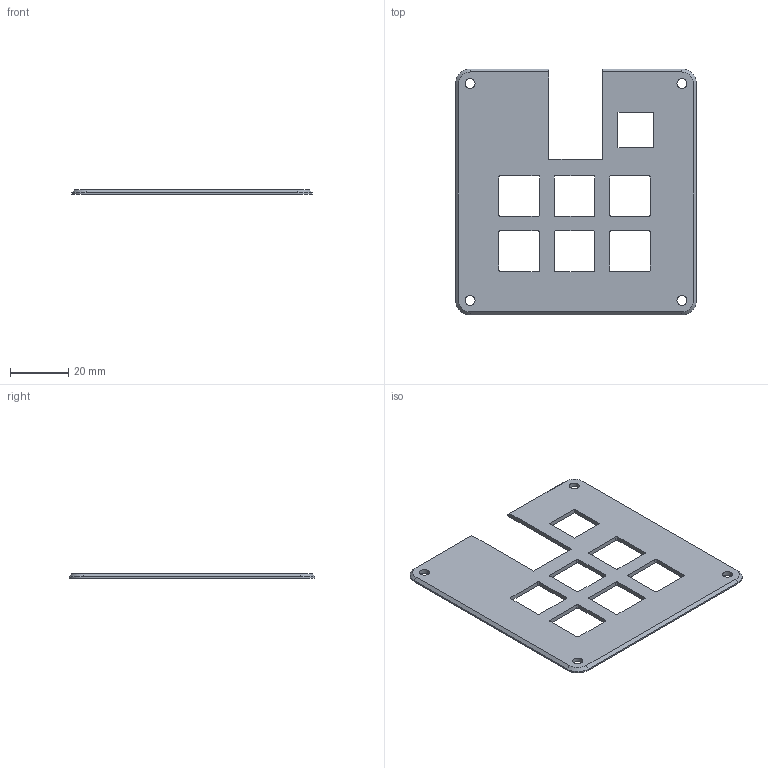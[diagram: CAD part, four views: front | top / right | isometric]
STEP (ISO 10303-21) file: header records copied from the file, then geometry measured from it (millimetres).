
FILE_DESCRIPTION(/* description */ (''),/* implementation_level */ '2;1');
FILE_NAME(/* name */ 'macropad_top_case v3.step',/* time_stamp */ '2025-06-01T13:14:03+01:00',/* author */ (''),/* organization */ (''),/* preprocessor_version */ 'ST-DEVELOPER v20.1',/* originating_system */ 'Autodesk Translation Framework v14.10.0.0',/* authorisation */ '');
FILE_SCHEMA (('AUTOMOTIVE_DESIGN { 1 0 10303 214 3 1 1 }'));
Length unit declared in the file: millimetre
Products named in the file (1): macropad_top_case
Bounding box: 82.91 x 84.61 x 1.5 mm (x, y, z)
Volume: 7435.3 mm3; surface area: 11178.9 mm2
Topology: 1 solids, 1 shells, 515 faces, 1465 edges, 974 vertices
Faces by surface type: bspline 335, plane 144, cylinder 32, cone 4
Full cylindrical faces by diameter (mm): 3.4 x4
Entity records: 19870 total; most frequent: CARTESIAN_POINT 8650, ORIENTED_EDGE 2930, EDGE_CURVE 1465, DIRECTION 1225, VERTEX_POINT 974, LINE 727, VECTOR 727, B_SPLINE_CURVE_WITH_KNOTS 670
